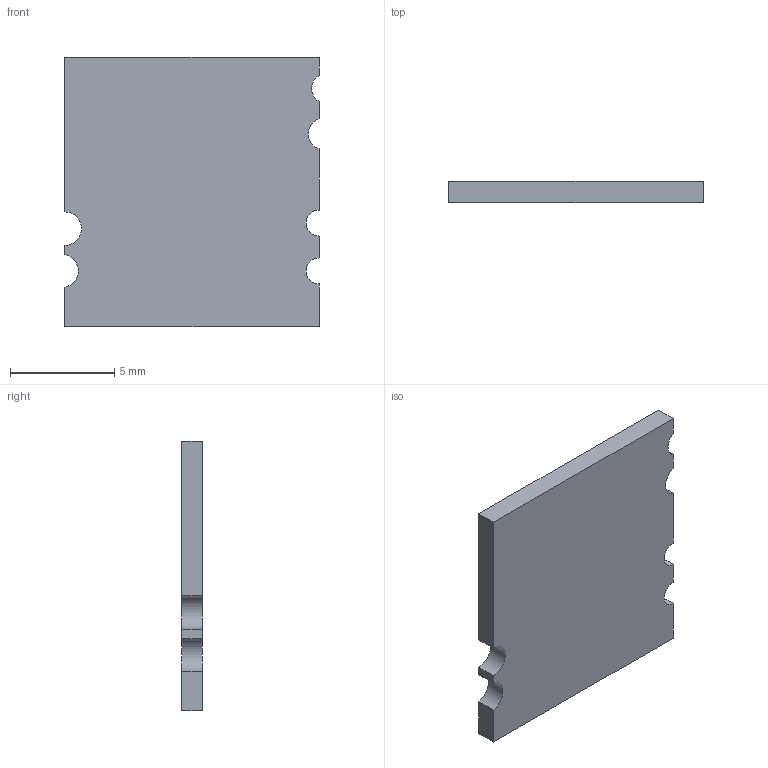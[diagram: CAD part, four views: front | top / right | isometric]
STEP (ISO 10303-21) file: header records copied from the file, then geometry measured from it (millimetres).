
FILE_DESCRIPTION (( 'STEP AP203' ), '1' );
FILE_NAME ('wifi chip.STEP', '2017-06-13T05:53:41', ( '' ), ( '' ), 'SwSTEP 2.0', 'SolidWorks 2016', '' );
FILE_SCHEMA (( 'CONFIG_CONTROL_DESIGN' ));
Length unit declared in the file: millimetre
Products named in the file (1): wifi chip
Bounding box: 12.19 x 1 x 12.9 mm (x, y, z)
Volume: 153.4 mm3; surface area: 360.7 mm2
Topology: 1 solids, 1 shells, 18 faces, 48 edges, 32 vertices
Faces by surface type: plane 12, cylinder 6
Entity records: 641 total; most frequent: CARTESIAN_POINT 99, DIRECTION 98, ORIENTED_EDGE 96, EDGE_CURVE 48, LINE 36, VECTOR 36, VERTEX_POINT 32, AXIS2_PLACEMENT_3D 31
